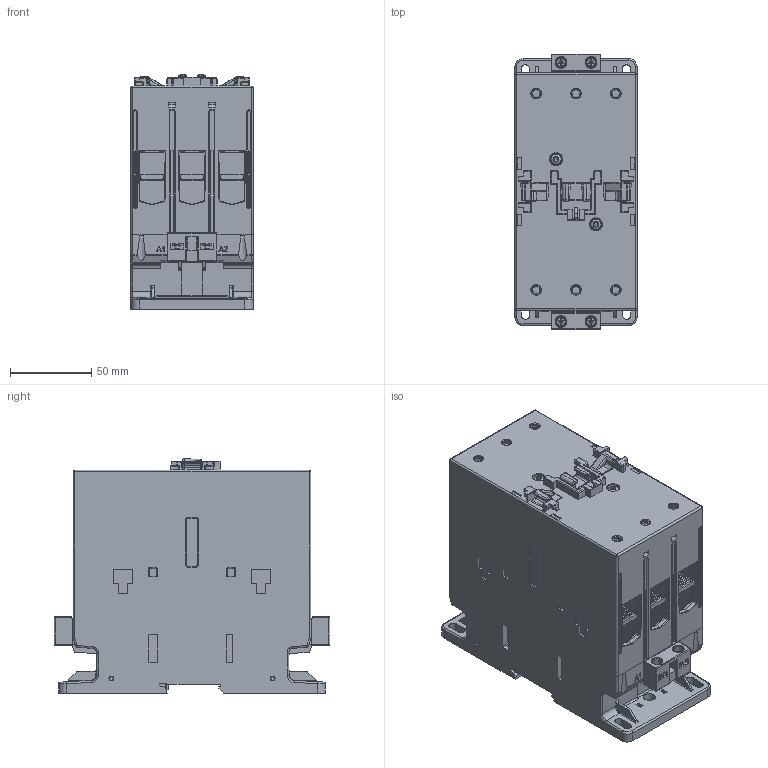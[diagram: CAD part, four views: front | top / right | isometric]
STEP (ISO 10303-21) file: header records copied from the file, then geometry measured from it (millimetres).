
FILE_DESCRIPTION(/* description */ (''),/* implementation_level */ '2;1');
FILE_NAME(/* name */ 'model1.stp',/* time_stamp */ '2018-07-23T07:52:52+02:00',/* author */ (''),/* organization */ (''),/* preprocessor_version */ 'ST-DEVELOPER v16',/* originating_system */ 'SIEMENS PLM Software NX 10.0',/* authorisation */ '');
FILE_SCHEMA (('AP203_CONFIGURATION_CONTROLLED_3D_DESIGN_OF_MECHANICAL_PARTS_AND_ASSEMBLIES_MIM_LF { 1 0 10303 403 2 1 2}'));
Products named in the file (1): Rugg16986D51b0r1
Bounding box: 75 x 169.35 x 144 mm (x, y, z)
Volume: 176.9 mm3; surface area: 129434.7 mm2
Topology: 10 solids, 11 shells, 3951 faces, 10024 edges, 6234 vertices
Faces by surface type: plane 2112, cylinder 1321, bspline 268, sphere 128, torus 74, cone 44, extrusion 4
Full cylindrical faces by diameter (mm): 2.85 x4, 3 x4, 3.4 x6, 3.48 x4, 3.54 x4
Entity records: 124815 total; most frequent: CARTESIAN_POINT 30614, ORIENTED_EDGE 19598, DIRECTION 19376, EDGE_CURVE 9799, AXIS2_PLACEMENT_3D 6467, VECTOR 6442, LINE 6438, VERTEX_POINT 6199
